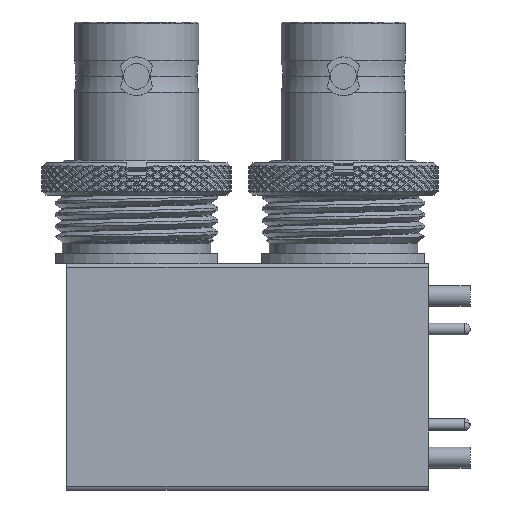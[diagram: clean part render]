
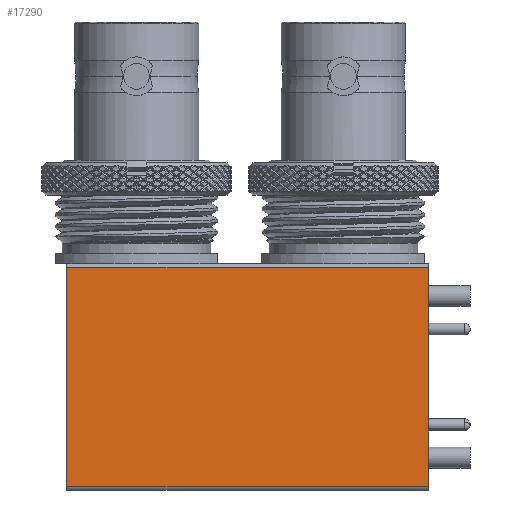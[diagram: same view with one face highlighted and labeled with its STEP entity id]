
A CAD part, left-side view. The second image highlights one B-rep face of the part: STEP entity #17290.
In plain terms, the highlighted planar face has unit normal (-1, 0, 0).
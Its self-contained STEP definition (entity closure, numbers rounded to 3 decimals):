
#3308 = CARTESIAN_POINT ( 'NONE',  ( -4.95, 0., 8.45 ) ) ;
#4268 = VERTEX_POINT ( 'NONE', #56807 ) ;
#5493 = VERTEX_POINT ( 'NONE', #51844 ) ;
#8146 = CARTESIAN_POINT ( 'NONE',  ( -4.95, 0., -8.45 ) ) ;
#14083 = ORIENTED_EDGE ( 'NONE', *, *, #63033, .F. ) ;
#15810 = VECTOR ( 'NONE', #98032, 1000. ) ;
#17290 = ADVANCED_FACE ( 'NONE', ( #115453 ), #39255, .F. ) ;
#26680 = EDGE_CURVE ( 'NONE', #5493, #4268, #93113, .T. ) ;
#26933 = EDGE_CURVE ( 'NONE', #101386, #4268, #96477, .T. ) ;
#28772 = VECTOR ( 'NONE', #137214, 1000. ) ;
#29688 = LINE ( 'NONE', #87322, #15810 ) ;
#38867 = DIRECTION ( 'NONE',  ( 0., 1., 0. ) ) ;
#39255 = PLANE ( 'NONE',  #85417 ) ;
#40164 = VECTOR ( 'NONE', #128520, 1000. ) ;
#44367 = VECTOR ( 'NONE', #38867, 1000. ) ;
#47440 = LINE ( 'NONE', #3308, #44367 ) ;
#51844 = CARTESIAN_POINT ( 'NONE',  ( -4.95, 0., 8.45 ) ) ;
#56205 = EDGE_LOOP ( 'NONE', ( #121493, #101709, #14083, #88761 ) ) ;
#56807 = CARTESIAN_POINT ( 'NONE',  ( -4.95, 0., -8.45 ) ) ;
#63033 = EDGE_CURVE ( 'NONE', #101386, #97686, #29688, .T. ) ;
#80996 = CARTESIAN_POINT ( 'NONE',  ( -4.95, 0., 8.75 ) ) ;
#85417 = AXIS2_PLACEMENT_3D ( 'NONE', #105462, #127553, #94799 ) ;
#87322 = CARTESIAN_POINT ( 'NONE',  ( -4.95, 28., 8.75 ) ) ;
#88447 = EDGE_CURVE ( 'NONE', #5493, #97686, #47440, .T. ) ;
#88761 = ORIENTED_EDGE ( 'NONE', *, *, #26933, .T. ) ;
#93113 = LINE ( 'NONE', #80996, #28772 ) ;
#94799 = DIRECTION ( 'NONE',  ( 0., -1., 0. ) ) ;
#96477 = LINE ( 'NONE', #8146, #40164 ) ;
#97686 = VERTEX_POINT ( 'NONE', #109852 ) ;
#98032 = DIRECTION ( 'NONE',  ( 0., 0., 1. ) ) ;
#101386 = VERTEX_POINT ( 'NONE', #108344 ) ;
#101709 = ORIENTED_EDGE ( 'NONE', *, *, #88447, .T. ) ;
#105462 = CARTESIAN_POINT ( 'NONE',  ( -4.95, 0., 0. ) ) ;
#108344 = CARTESIAN_POINT ( 'NONE',  ( -4.95, 28., -8.45 ) ) ;
#109852 = CARTESIAN_POINT ( 'NONE',  ( -4.95, 28., 8.45 ) ) ;
#115453 = FACE_OUTER_BOUND ( 'NONE', #56205, .T. ) ;
#121493 = ORIENTED_EDGE ( 'NONE', *, *, #26680, .F. ) ;
#127553 = DIRECTION ( 'NONE',  ( 1., 0., 0. ) ) ;
#128520 = DIRECTION ( 'NONE',  ( 0., -1., 0. ) ) ;
#137214 = DIRECTION ( 'NONE',  ( 0., 0., -1. ) ) ;
